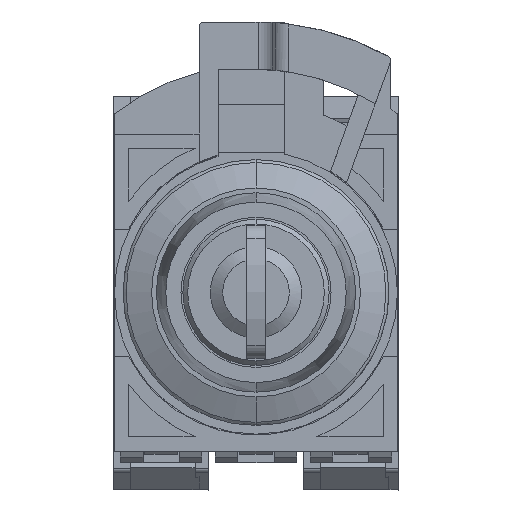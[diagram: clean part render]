
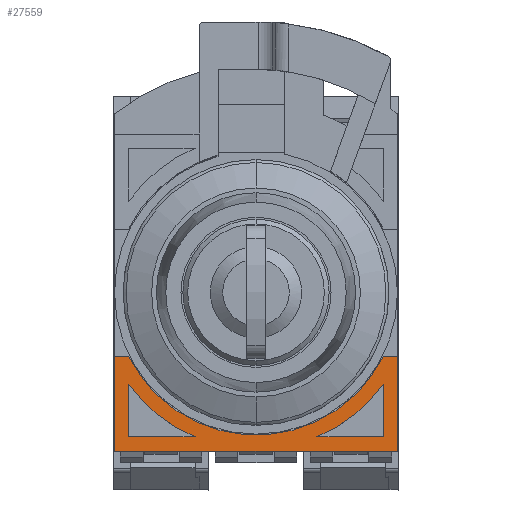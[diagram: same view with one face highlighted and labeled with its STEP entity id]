
A CAD part, top view. The second image highlights one B-rep face of the part: STEP entity #27559.
In plain terms, the highlighted planar face has unit normal (0, 0, 1).
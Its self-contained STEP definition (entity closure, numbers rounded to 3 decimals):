
#3789 = CIRCLE ( 'NONE', #11494, 15. ) ;
#3790 = CIRCLE ( 'NONE', #15064, 16.5 ) ;
#3791 = CIRCLE ( 'NONE', #15070, 16.5 ) ;
#6683 = VECTOR ( 'NONE', #9999, 1000. ) ;
#6685 = VECTOR ( 'NONE', #10005, 1000. ) ;
#6686 = VECTOR ( 'NONE', #10008, 1000. ) ;
#6687 = VECTOR ( 'NONE', #10011, 1000. ) ;
#9997 = LINE ( 'NONE', #9998, #6683 ) ;
#9998 = CARTESIAN_POINT ( 'NONE',  ( 0., -6.7, 11. ) ) ;
#9999 = DIRECTION ( 'NONE',  ( 1., 0., 0. ) ) ;
#10003 = LINE ( 'NONE', #10004, #6685 ) ;
#10004 = CARTESIAN_POINT ( 'NONE',  ( 14.9, 1.057, 11. ) ) ;
#10005 = DIRECTION ( 'NONE',  ( 0., 1., 0. ) ) ;
#10006 = LINE ( 'NONE', #10007, #6686 ) ;
#10007 = CARTESIAN_POINT ( 'NONE',  ( -14.9, 1.057, 11. ) ) ;
#10008 = DIRECTION ( 'NONE',  ( 0., -1., 0. ) ) ;
#10009 = LINE ( 'NONE', #10010, #6687 ) ;
#10010 = CARTESIAN_POINT ( 'NONE',  ( 0., -16.7, 11. ) ) ;
#10011 = DIRECTION ( 'NONE',  ( -1., 0., 0. ) ) ;
#11494 = AXIS2_PLACEMENT_3D ( 'NONE', #14983, #14984, #14985 ) ;
#14983 = CARTESIAN_POINT ( 'NONE',  ( 0., 0., 11. ) ) ;
#14984 = DIRECTION ( 'NONE',  ( 0., 0., 1. ) ) ;
#14985 = DIRECTION ( 'NONE',  ( -1., 0., 0. ) ) ;
#14986 = CARTESIAN_POINT ( 'NONE',  ( 0., 0., 11. ) ) ;
#14996 = DIRECTION ( 'NONE',  ( 0., 0., -1. ) ) ;
#14997 = DIRECTION ( 'NONE',  ( -1., 0., 0. ) ) ;
#14998 = CARTESIAN_POINT ( 'NONE',  ( 0., 0., 11. ) ) ;
#14999 = LINE ( 'NONE', #15000, #15066 ) ;
#15000 = CARTESIAN_POINT ( 'NONE',  ( -13.4, -11.7, 11. ) ) ;
#15001 = DIRECTION ( 'NONE',  ( 0., -1., 0. ) ) ;
#15005 = LINE ( 'NONE', #15006, #15069 ) ;
#15006 = CARTESIAN_POINT ( 'NONE',  ( 0., -15.2, 11. ) ) ;
#15007 = DIRECTION ( 'NONE',  ( 1., 0., 0. ) ) ;
#15014 = DIRECTION ( 'NONE',  ( 0., 0., -1. ) ) ;
#15015 = DIRECTION ( 'NONE',  ( -1., 0., 0. ) ) ;
#15017 = LINE ( 'NONE', #15018, #15073 ) ;
#15018 = CARTESIAN_POINT ( 'NONE',  ( 0., -15.2, 11. ) ) ;
#15019 = DIRECTION ( 'NONE',  ( 1., 0., 0. ) ) ;
#15023 = LINE ( 'NONE', #15024, #15075 ) ;
#15024 = CARTESIAN_POINT ( 'NONE',  ( 13.4, -11.7, 11. ) ) ;
#15025 = DIRECTION ( 'NONE',  ( 0., 1., 0. ) ) ;
#15064 = AXIS2_PLACEMENT_3D ( 'NONE', #14986, #14996, #14997 ) ;
#15066 = VECTOR ( 'NONE', #15001, 1000. ) ;
#15069 = VECTOR ( 'NONE', #15007, 1000. ) ;
#15070 = AXIS2_PLACEMENT_3D ( 'NONE', #14998, #15014, #15015 ) ;
#15073 = VECTOR ( 'NONE', #15019, 1000. ) ;
#15075 = VECTOR ( 'NONE', #15025, 1000. ) ;
#15133 = VECTOR ( 'NONE', #15804, 1000. ) ;
#15223 = FACE_BOUND ( 'NONE', #18825, .T. ) ;
#15226 = FACE_BOUND ( 'NONE', #18826, .T. ) ;
#15229 = FACE_OUTER_BOUND ( 'NONE', #18827, .T. ) ;
#15231 = AXIS2_PLACEMENT_3D ( 'NONE', #15992, #15993, #15994 ) ;
#15802 = LINE ( 'NONE', #15803, #15133 ) ;
#15803 = CARTESIAN_POINT ( 'NONE',  ( 0., -6.7, 11. ) ) ;
#15804 = DIRECTION ( 'NONE',  ( 1., 0., 0. ) ) ;
#15991 = PLANE ( 'NONE',  #15231 ) ;
#15992 = CARTESIAN_POINT ( 'NONE',  ( 14.9, -16.7, 11. ) ) ;
#15993 = DIRECTION ( 'NONE',  ( 0., 0., -1. ) ) ;
#15994 = DIRECTION ( 'NONE',  ( -1., 0., 0. ) ) ;
#16697 = CARTESIAN_POINT ( 'NONE',  ( -13.421, -6.7, 11. ) ) ;
#16698 = CARTESIAN_POINT ( 'NONE',  ( 13.421, -6.7, 11. ) ) ;
#16699 = CARTESIAN_POINT ( 'NONE',  ( -13.4, -9.628, 11. ) ) ;
#16700 = CARTESIAN_POINT ( 'NONE',  ( -6.42, -15.2, 11. ) ) ;
#16701 = CARTESIAN_POINT ( 'NONE',  ( -13.4, -15.2, 11. ) ) ;
#16702 = CARTESIAN_POINT ( 'NONE',  ( 6.42, -15.2, 11. ) ) ;
#16703 = CARTESIAN_POINT ( 'NONE',  ( 13.4, -9.628, 11. ) ) ;
#16704 = CARTESIAN_POINT ( 'NONE',  ( 13.4, -15.2, 11. ) ) ;
#16731 = CARTESIAN_POINT ( 'NONE',  ( 14.9, -6.7, 11. ) ) ;
#16750 = CARTESIAN_POINT ( 'NONE',  ( -14.9, -6.7, 11. ) ) ;
#16751 = CARTESIAN_POINT ( 'NONE',  ( 14.9, -16.7, 11. ) ) ;
#16752 = CARTESIAN_POINT ( 'NONE',  ( -14.9, -16.7, 11. ) ) ;
#18825 = EDGE_LOOP ( 'NONE', ( #24971, #24972, #24973 ) ) ;
#18826 = EDGE_LOOP ( 'NONE', ( #24974, #24975, #24976 ) ) ;
#18827 = EDGE_LOOP ( 'NONE', ( #24977, #24979, #24970, #24978, #24980, #24982 ) ) ;
#23963 = EDGE_CURVE ( 'NONE', #28231, #28178, #9997, .T. ) ;
#23965 = EDGE_CURVE ( 'NONE', #28232, #28212, #10003, .T. ) ;
#23966 = EDGE_CURVE ( 'NONE', #28231, #28233, #10006, .T. ) ;
#23967 = EDGE_CURVE ( 'NONE', #28232, #28233, #10009, .T. ) ;
#24970 = ORIENTED_EDGE ( 'NONE', *, *, #27433, .F. ) ;
#24971 = ORIENTED_EDGE ( 'NONE', *, *, #27444, .F. ) ;
#24972 = ORIENTED_EDGE ( 'NONE', *, *, #27443, .F. ) ;
#24973 = ORIENTED_EDGE ( 'NONE', *, *, #27446, .F. ) ;
#24974 = ORIENTED_EDGE ( 'NONE', *, *, #27438, .F. ) ;
#24975 = ORIENTED_EDGE ( 'NONE', *, *, #27437, .F. ) ;
#24976 = ORIENTED_EDGE ( 'NONE', *, *, #27440, .F. ) ;
#24977 = ORIENTED_EDGE ( 'NONE', *, *, #23965, .T. ) ;
#24978 = ORIENTED_EDGE ( 'NONE', *, *, #23963, .F. ) ;
#24979 = ORIENTED_EDGE ( 'NONE', *, *, #27504, .F. ) ;
#24980 = ORIENTED_EDGE ( 'NONE', *, *, #23966, .T. ) ;
#24982 = ORIENTED_EDGE ( 'NONE', *, *, #23967, .F. ) ;
#27433 = EDGE_CURVE ( 'NONE', #28178, #28179, #3789, .T. ) ;
#27437 = EDGE_CURVE ( 'NONE', #28181, #28180, #3790, .T. ) ;
#27438 = EDGE_CURVE ( 'NONE', #28180, #28182, #14999, .T. ) ;
#27440 = EDGE_CURVE ( 'NONE', #28182, #28181, #15005, .T. ) ;
#27443 = EDGE_CURVE ( 'NONE', #28184, #28183, #3791, .T. ) ;
#27444 = EDGE_CURVE ( 'NONE', #28183, #28185, #15017, .T. ) ;
#27446 = EDGE_CURVE ( 'NONE', #28185, #28184, #15023, .T. ) ;
#27504 = EDGE_CURVE ( 'NONE', #28179, #28212, #15802, .T. ) ;
#27559 = ADVANCED_FACE ( 'NONE', ( #15223, #15226, #15229 ), #15991, .F. ) ;
#28178 = VERTEX_POINT ( 'NONE', #16697 ) ;
#28179 = VERTEX_POINT ( 'NONE', #16698 ) ;
#28180 = VERTEX_POINT ( 'NONE', #16699 ) ;
#28181 = VERTEX_POINT ( 'NONE', #16700 ) ;
#28182 = VERTEX_POINT ( 'NONE', #16701 ) ;
#28183 = VERTEX_POINT ( 'NONE', #16702 ) ;
#28184 = VERTEX_POINT ( 'NONE', #16703 ) ;
#28185 = VERTEX_POINT ( 'NONE', #16704 ) ;
#28212 = VERTEX_POINT ( 'NONE', #16731 ) ;
#28231 = VERTEX_POINT ( 'NONE', #16750 ) ;
#28232 = VERTEX_POINT ( 'NONE', #16751 ) ;
#28233 = VERTEX_POINT ( 'NONE', #16752 ) ;
